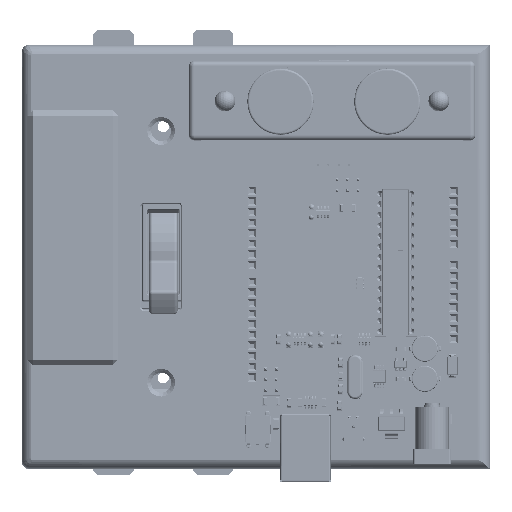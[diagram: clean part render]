
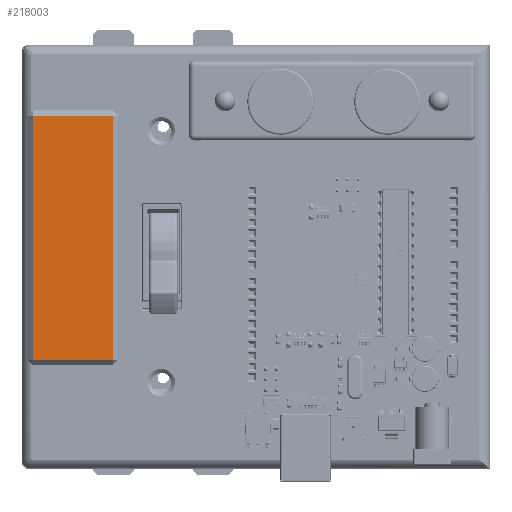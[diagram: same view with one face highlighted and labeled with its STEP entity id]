
A CAD part, top view. The second image highlights one B-rep face of the part: STEP entity #218003.
In plain terms, the highlighted planar face has unit normal (0, 0, 1).
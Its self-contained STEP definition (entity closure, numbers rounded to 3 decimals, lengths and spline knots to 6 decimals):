
#22608=ORIENTED_EDGE('',*,*,#81069,.T.);
#22609=ORIENTED_EDGE('',*,*,#81050,.T.);
#22610=ORIENTED_EDGE('',*,*,#81037,.T.);
#22611=ORIENTED_EDGE('',*,*,#81046,.T.);
#81037=EDGE_CURVE('',#110967,#110969,#132558,.T.);
#81046=EDGE_CURVE('',#110969,#110974,#132567,.T.);
#81050=EDGE_CURVE('',#110976,#110967,#132571,.T.);
#81069=EDGE_CURVE('',#110974,#110976,#132590,.T.);
#110967=VERTEX_POINT('',#372041);
#110969=VERTEX_POINT('',#372045);
#110974=VERTEX_POINT('',#372063);
#110976=VERTEX_POINT('',#372069);
#132558=LINE('',#372046,#154119);
#132567=LINE('',#372065,#154128);
#132571=LINE('',#372072,#154132);
#132590=LINE('',#372106,#154151);
#154119=VECTOR('',#311482,1.);
#154128=VECTOR('',#311499,1.);
#154132=VECTOR('',#311505,1.);
#154151=VECTOR('',#311542,1.);
#173883=EDGE_LOOP('',(#22608,#22609,#22610,#22611));
#187597=FACE_BOUND('',#173883,.T.);
#200899=PLANE('',#286990);
#218003=ADVANCED_FACE('',(#187597),#200899,.T.);
#286990=AXIS2_PLACEMENT_3D('',#372122,#311561,#311562);
#311482=DIRECTION('',(-1.,0.,0.));
#311499=DIRECTION('',(0.,-1.,0.));
#311505=DIRECTION('',(0.,1.,0.));
#311542=DIRECTION('',(1.,0.,0.));
#311561=DIRECTION('',(0.,0.,1.));
#311562=DIRECTION('',(0.,-1.,0.));
#372041=CARTESIAN_POINT('',(-0.011564,0.033782,0.015113));
#372045=CARTESIAN_POINT('',(-0.030804,0.033782,0.015113));
#372046=CARTESIAN_POINT('',(-0.032074,0.033782,0.015113));
#372063=CARTESIAN_POINT('',(-0.030804,-0.024638,0.015113));
#372065=CARTESIAN_POINT('',(-0.030804,-0.025908,0.015113));
#372069=CARTESIAN_POINT('',(-0.011564,-0.024638,0.015113));
#372072=CARTESIAN_POINT('',(-0.011564,0.004572,0.015113));
#372106=CARTESIAN_POINT('',(-0.021184,-0.024638,0.015113));
#372122=CARTESIAN_POINT('',(-0.021184,0.004572,0.015113));
